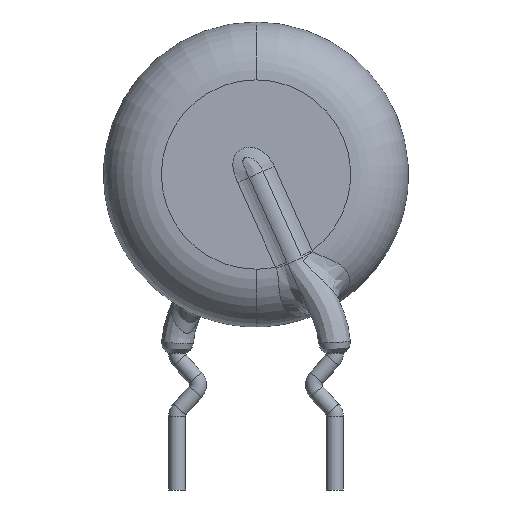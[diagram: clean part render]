
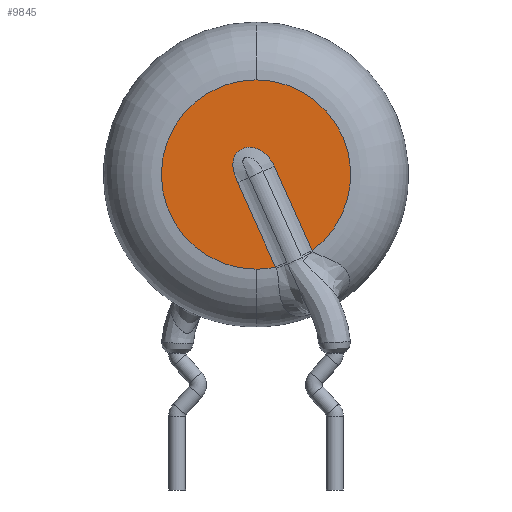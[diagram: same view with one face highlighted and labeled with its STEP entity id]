
A CAD part, front view. The second image highlights one B-rep face of the part: STEP entity #9845.
In plain terms, the highlighted planar face has unit normal (0, -1, 0).
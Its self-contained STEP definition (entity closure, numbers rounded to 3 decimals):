
#69 = VECTOR ( 'NONE', #6466, 1000. ) ;
#345 = CARTESIAN_POINT ( 'NONE',  ( 0., -2.75, 8.5 ) ) ;
#383 = VERTEX_POINT ( 'NONE', #2140 ) ;
#524 = CARTESIAN_POINT ( 'NONE',  ( -0.991, -2.75, 8.397 ) ) ;
#1134 = CARTESIAN_POINT ( 'NONE',  ( 0., -2.75, 8.5 ) ) ;
#1316 = VERTEX_POINT ( 'NONE', #3408 ) ;
#2084 = CARTESIAN_POINT ( 'NONE',  ( 0., -2.75, 4. ) ) ;
#2140 = CARTESIAN_POINT ( 'NONE',  ( 2.672, -2.75, 4.879 ) ) ;
#2176 = CARTESIAN_POINT ( 'NONE',  ( -1.087, -2.75, 9.165 ) ) ;
#2260 = CARTESIAN_POINT ( 'NONE',  ( 0.872, -2.75, 8.891 ) ) ;
#2299 = EDGE_LOOP ( 'NONE', ( #16498, #8316, #9951, #2479, #7385, #5899 ) ) ;
#2366 = DIRECTION ( 'NONE',  ( -0.409, 0., 0.912 ) ) ;
#2446 = CARTESIAN_POINT ( 'NONE',  ( -1.097, -2.75, 9.087 ) ) ;
#2479 = ORIENTED_EDGE ( 'NONE', *, *, #16412, .F. ) ;
#2511 = CIRCLE ( 'NONE', #12734, 4.5 ) ;
#2532 = FACE_OUTER_BOUND ( 'NONE', #2299, .T. ) ;
#2789 = VERTEX_POINT ( 'NONE', #16360 ) ;
#3408 = CARTESIAN_POINT ( 'NONE',  ( 0., -2.75, 13. ) ) ;
#3520 = CARTESIAN_POINT ( 'NONE',  ( -0.306, -2.75, 9.806 ) ) ;
#3608 = DIRECTION ( 'NONE',  ( 0., 1., 0. ) ) ;
#3801 = CARTESIAN_POINT ( 'NONE',  ( -0.466, -2.75, 9.797 ) ) ;
#4513 = CARTESIAN_POINT ( 'NONE',  ( -1.103, -2.75, 8.852 ) ) ;
#4794 = CARTESIAN_POINT ( 'NONE',  ( 0.151, -2.75, 9.689 ) ) ;
#5161 = CARTESIAN_POINT ( 'NONE',  ( -0.872, -2.75, 8.109 ) ) ;
#5239 = EDGE_CURVE ( 'NONE', #1316, #383, #2511, .T. ) ;
#5876 = CARTESIAN_POINT ( 'NONE',  ( -1.075, -2.75, 8.696 ) ) ;
#5899 = ORIENTED_EDGE ( 'NONE', *, *, #16300, .T. ) ;
#6135 = DIRECTION ( 'NONE',  ( 0., 0., 1. ) ) ;
#6200 = CARTESIAN_POINT ( 'NONE',  ( 0.872, -2.75, 8.891 ) ) ;
#6225 = CARTESIAN_POINT ( 'NONE',  ( -0.76, -2.75, 9.688 ) ) ;
#6310 = CARTESIAN_POINT ( 'NONE',  ( -1.014, -2.75, 9.389 ) ) ;
#6346 = AXIS2_PLACEMENT_3D ( 'NONE', #345, #15353, #12680 ) ;
#6391 = PLANE ( 'NONE',  #11527 ) ;
#6466 = DIRECTION ( 'NONE',  ( 0.409, 0., -0.912 ) ) ;
#6486 = CARTESIAN_POINT ( 'NONE',  ( 0., -2.75, 8.5 ) ) ;
#7226 = CARTESIAN_POINT ( 'NONE',  ( -0.872, -2.75, 8.109 ) ) ;
#7385 = ORIENTED_EDGE ( 'NONE', *, *, #13555, .F. ) ;
#7390 = DIRECTION ( 'NONE',  ( 0., 1., 0. ) ) ;
#7860 = CIRCLE ( 'NONE', #10965, 4.5 ) ;
#8316 = ORIENTED_EDGE ( 'NONE', *, *, #8625, .T. ) ;
#8625 = EDGE_CURVE ( 'NONE', #10002, #383, #15957, .T. ) ;
#8874 = VECTOR ( 'NONE', #2366, 1000. ) ;
#8957 = CARTESIAN_POINT ( 'NONE',  ( 0.529, -2.75, 9.411 ) ) ;
#9845 = ADVANCED_FACE ( 'NONE', ( #2532 ), #6391, .F. ) ;
#9951 = ORIENTED_EDGE ( 'NONE', *, *, #5239, .F. ) ;
#10002 = VERTEX_POINT ( 'NONE', #6200 ) ;
#10100 = CARTESIAN_POINT ( 'NONE',  ( -0.935, -2.75, 8.251 ) ) ;
#10181 = DIRECTION ( 'NONE',  ( 0., 0., 1. ) ) ;
#10560 = CARTESIAN_POINT ( 'NONE',  ( -0.889, -2.75, 9.585 ) ) ;
#10965 = AXIS2_PLACEMENT_3D ( 'NONE', #6486, #15616, #6135 ) ;
#11195 = EDGE_CURVE ( 'NONE', #2789, #10002, #14492, .T. ) ;
#11352 = CARTESIAN_POINT ( 'NONE',  ( 0.929, -2.75, 4.097 ) ) ;
#11527 = AXIS2_PLACEMENT_3D ( 'NONE', #1134, #3608, #16156 ) ;
#11545 = CARTESIAN_POINT ( 'NONE',  ( 0.413, -2.75, 9.519 ) ) ;
#12680 = DIRECTION ( 'NONE',  ( 0., 0., 1. ) ) ;
#12734 = AXIS2_PLACEMENT_3D ( 'NONE', #12768, #7390, #10181 ) ;
#12768 = CARTESIAN_POINT ( 'NONE',  ( 0., -2.75, 8.5 ) ) ;
#12847 = VERTEX_POINT ( 'NONE', #2084 ) ;
#12951 = CARTESIAN_POINT ( 'NONE',  ( 0.807, -2.75, 9.034 ) ) ;
#13216 = CARTESIAN_POINT ( 'NONE',  ( 0.005, -2.75, 9.751 ) ) ;
#13325 = LINE ( 'NONE', #5161, #8874 ) ;
#13555 = EDGE_CURVE ( 'NONE', #17507, #12847, #7860, .T. ) ;
#13996 = CIRCLE ( 'NONE', #6346, 4.5 ) ;
#14492 = B_SPLINE_CURVE_WITH_KNOTS ( 'NONE', 3,
 ( #7226, #10100, #524, #5876, #4513, #2446, #2176, #17240, #6310, #10560, #6225, #3801, #3520, #13216, #4794, #11545, #8957, #16970, #12951, #2260 ),
 .UNSPECIFIED., .F., .F.,
 ( 4, 2, 2, 2, 2, 2, 2, 2, 2, 4 ),
 ( 0., 0., 0.001, 0.001, 0.001, 0.002, 0.002, 0.003, 0.003, 0.004 ),
 .UNSPECIFIED. ) ;
#14628 = CARTESIAN_POINT ( 'NONE',  ( 0.872, -2.75, 8.891 ) ) ;
#15353 = DIRECTION ( 'NONE',  ( 0., 1., 0. ) ) ;
#15616 = DIRECTION ( 'NONE',  ( 0., 1., 0. ) ) ;
#15957 = LINE ( 'NONE', #14628, #69 ) ;
#16156 = DIRECTION ( 'NONE',  ( 0., 0., 1. ) ) ;
#16300 = EDGE_CURVE ( 'NONE', #17507, #2789, #13325, .T. ) ;
#16360 = CARTESIAN_POINT ( 'NONE',  ( -0.872, -2.75, 8.109 ) ) ;
#16412 = EDGE_CURVE ( 'NONE', #12847, #1316, #13996, .T. ) ;
#16498 = ORIENTED_EDGE ( 'NONE', *, *, #11195, .T. ) ;
#16970 = CARTESIAN_POINT ( 'NONE',  ( 0.726, -2.75, 9.17 ) ) ;
#17240 = CARTESIAN_POINT ( 'NONE',  ( -1.046, -2.75, 9.315 ) ) ;
#17507 = VERTEX_POINT ( 'NONE', #11352 ) ;
